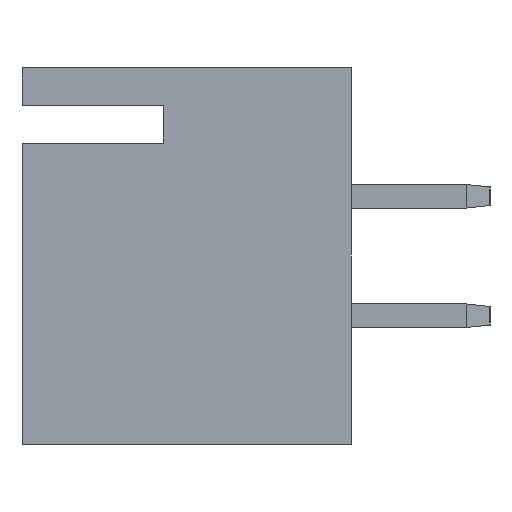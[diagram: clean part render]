
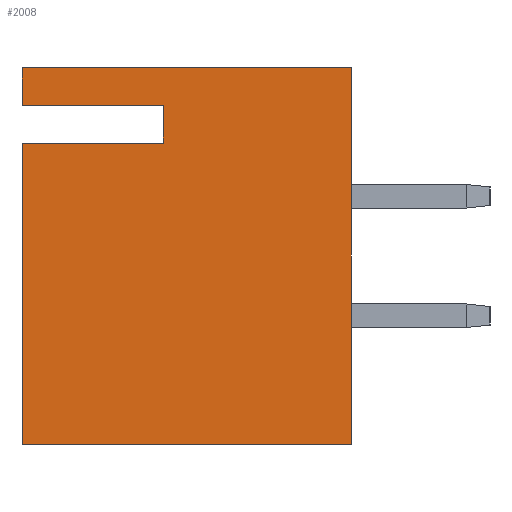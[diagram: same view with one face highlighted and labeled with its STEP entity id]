
A CAD part, left-side view. The second image highlights one B-rep face of the part: STEP entity #2008.
In plain terms, the highlighted planar face has unit normal (-1, 0, 0).
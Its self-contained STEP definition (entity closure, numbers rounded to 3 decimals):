
#388 = CARTESIAN_POINT ( 'NONE',  ( -10., 6., 4. ) ) ;
#415 = CARTESIAN_POINT ( 'NONE',  ( -10., 6., -4. ) ) ;
#416 = LINE ( 'NONE', #415, #462 ) ;
#443 = LINE ( 'NONE', #526, #525 ) ;
#461 = DIRECTION ( 'NONE',  ( 0., 0., 1. ) ) ;
#462 = VECTOR ( 'NONE', #461, 1000. ) ;
#463 = CARTESIAN_POINT ( 'NONE',  ( -10., 6., 3.2 ) ) ;
#505 = CARTESIAN_POINT ( 'NONE',  ( -10., -1., -4. ) ) ;
#523 = CARTESIAN_POINT ( 'NONE',  ( -10., 6., -4. ) ) ;
#524 = DIRECTION ( 'NONE',  ( 0., -1., 0. ) ) ;
#525 = VECTOR ( 'NONE', #524, 1000. ) ;
#526 = CARTESIAN_POINT ( 'NONE',  ( -10., 6., -4. ) ) ;
#550 = DIRECTION ( 'NONE',  ( 1., 0., 0. ) ) ;
#553 = DIRECTION ( 'NONE',  ( 0., -1., 0. ) ) ;
#554 = VECTOR ( 'NONE', #553, 1000. ) ;
#555 = CARTESIAN_POINT ( 'NONE',  ( -10., 3., 2.4 ) ) ;
#556 = DIRECTION ( 'NONE',  ( 0., 0., 1. ) ) ;
#557 = VECTOR ( 'NONE', #556, 1000. ) ;
#558 = CARTESIAN_POINT ( 'NONE',  ( -10., 3., 2.4 ) ) ;
#565 = DIRECTION ( 'NONE',  ( 0., -1., 0. ) ) ;
#575 = LINE ( 'NONE', #558, #557 ) ;
#576 = FACE_OUTER_BOUND ( 'NONE', #2021, .T. ) ;
#586 = DIRECTION ( 'NONE',  ( 0., 1., 0. ) ) ;
#587 = VECTOR ( 'NONE', #586, 1000. ) ;
#607 = CARTESIAN_POINT ( 'NONE',  ( -10., 6., 4. ) ) ;
#608 = LINE ( 'NONE', #607, #628 ) ;
#617 = CARTESIAN_POINT ( 'NONE',  ( -10., 3., 2.4 ) ) ;
#621 = DIRECTION ( 'NONE',  ( 0., 0., 1. ) ) ;
#622 = VECTOR ( 'NONE', #621, 1000. ) ;
#623 = CARTESIAN_POINT ( 'NONE',  ( -10., 6., -4. ) ) ;
#624 = LINE ( 'NONE', #623, #622 ) ;
#627 = CARTESIAN_POINT ( 'NONE',  ( -10., 3., 3.2 ) ) ;
#628 = VECTOR ( 'NONE', #565, 1000. ) ;
#631 = CARTESIAN_POINT ( 'NONE',  ( -10., 6., -4. ) ) ;
#646 = PLANE ( 'NONE',  #692 ) ;
#647 = LINE ( 'NONE', #555, #554 ) ;
#648 = CARTESIAN_POINT ( 'NONE',  ( -10., 3., 3.2 ) ) ;
#649 = LINE ( 'NONE', #648, #587 ) ;
#666 = DIRECTION ( 'NONE',  ( 0., 0., 1. ) ) ;
#667 = VECTOR ( 'NONE', #666, 1000. ) ;
#668 = CARTESIAN_POINT ( 'NONE',  ( -10., -1., -4. ) ) ;
#669 = LINE ( 'NONE', #668, #667 ) ;
#684 = CARTESIAN_POINT ( 'NONE',  ( -10., -1., 4. ) ) ;
#685 = DIRECTION ( 'NONE',  ( 0., 0., -1. ) ) ;
#692 = AXIS2_PLACEMENT_3D ( 'NONE', #631, #550, #685 ) ;
#697 = CARTESIAN_POINT ( 'NONE',  ( -10., 6., 2.4 ) ) ;
#1867 = EDGE_CURVE ( 'NONE', #1869, #1879, #416, .T. ) ;
#1869 = VERTEX_POINT ( 'NONE', #463 ) ;
#1879 = VERTEX_POINT ( 'NONE', #388 ) ;
#1948 = VERTEX_POINT ( 'NONE', #505 ) ;
#1963 = EDGE_CURVE ( 'NONE', #1967, #1948, #443, .T. ) ;
#1967 = VERTEX_POINT ( 'NONE', #523 ) ;
#2007 = EDGE_CURVE ( 'NONE', #2046, #2009, #575, .T. ) ;
#2008 = ADVANCED_FACE ( 'NONE', ( #576 ), #646, .F. ) ;
#2009 = VERTEX_POINT ( 'NONE', #627 ) ;
#2010 = VERTEX_POINT ( 'NONE', #684 ) ;
#2021 = EDGE_LOOP ( 'NONE', ( #2037, #2038, #2062, #2043, #2052, #2036, #2023, #2026 ) ) ;
#2023 = ORIENTED_EDGE ( 'NONE', *, *, #2061, .T. ) ;
#2024 = EDGE_CURVE ( 'NONE', #1879, #2010, #608, .T. ) ;
#2026 = ORIENTED_EDGE ( 'NONE', *, *, #2024, .F. ) ;
#2034 = EDGE_CURVE ( 'NONE', #1967, #2057, #624, .T. ) ;
#2036 = ORIENTED_EDGE ( 'NONE', *, *, #1963, .T. ) ;
#2037 = ORIENTED_EDGE ( 'NONE', *, *, #1867, .F. ) ;
#2038 = ORIENTED_EDGE ( 'NONE', *, *, #2047, .F. ) ;
#2043 = ORIENTED_EDGE ( 'NONE', *, *, #2056, .F. ) ;
#2046 = VERTEX_POINT ( 'NONE', #617 ) ;
#2047 = EDGE_CURVE ( 'NONE', #2009, #1869, #649, .T. ) ;
#2052 = ORIENTED_EDGE ( 'NONE', *, *, #2034, .F. ) ;
#2056 = EDGE_CURVE ( 'NONE', #2057, #2046, #647, .T. ) ;
#2057 = VERTEX_POINT ( 'NONE', #697 ) ;
#2061 = EDGE_CURVE ( 'NONE', #1948, #2010, #669, .T. ) ;
#2062 = ORIENTED_EDGE ( 'NONE', *, *, #2007, .F. ) ;
